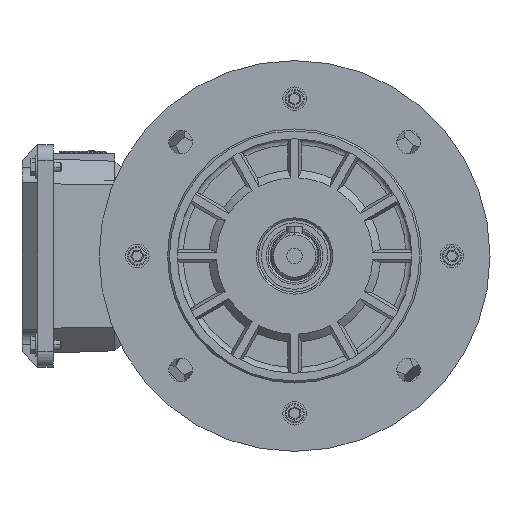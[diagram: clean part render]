
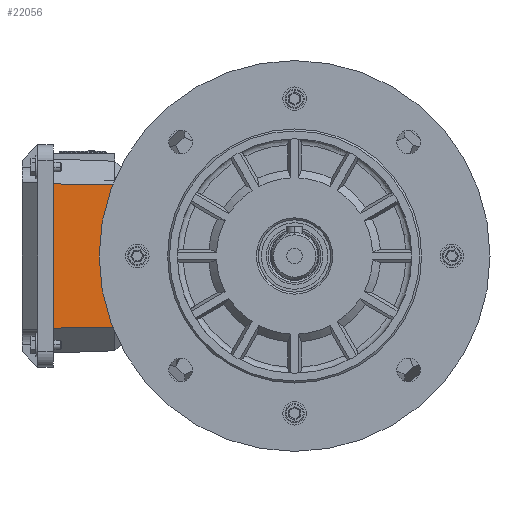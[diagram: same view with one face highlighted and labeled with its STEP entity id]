
A CAD part, left-side view. The second image highlights one B-rep face of the part: STEP entity #22056.
In plain terms, the highlighted face is planar.
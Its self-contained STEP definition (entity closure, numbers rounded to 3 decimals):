
#22020 = VERTEX_POINT ( 'NONE', #39477 ) ;
#22043 = VERTEX_POINT ( 'NONE', #39561 ) ;
#22051 = EDGE_CURVE ( 'NONE', #22020, #22043, #39555, .T. ) ;
#22056 = ADVANCED_FACE ( 'NONE', ( #39539 ), #39534, .T. ) ;
#22057 = EDGE_LOOP ( 'NONE', ( #22058, #22114, #22119, #22127 ) ) ;
#22058 = ORIENTED_EDGE ( 'NONE', *, *, #22106, .F. ) ;
#22060 = VERTEX_POINT ( 'NONE', #39526 ) ;
#22106 = EDGE_CURVE ( 'NONE', #22020, #22060, #39675, .T. ) ;
#22114 = ORIENTED_EDGE ( 'NONE', *, *, #22051, .T. ) ;
#22119 = ORIENTED_EDGE ( 'NONE', *, *, #22121, .T. ) ;
#22121 = EDGE_CURVE ( 'NONE', #22043, #22124, #39803, .T. ) ;
#22124 = VERTEX_POINT ( 'NONE', #39797 ) ;
#22127 = ORIENTED_EDGE ( 'NONE', *, *, #22129, .F. ) ;
#22129 = EDGE_CURVE ( 'NONE', #22060, #22124, #39781, .T. ) ;
#39477 = CARTESIAN_POINT ( 'NONE',  ( -49.6, 36.905, 35. ) ) ;
#39526 = CARTESIAN_POINT ( 'NONE',  ( -49.6, -36.905, 35. ) ) ;
#39528 = DIRECTION ( 'NONE',  ( -0.035, 0., 0.999 ) ) ;
#39530 = DIRECTION ( 'NONE',  ( -0.999, 0., -0.035 ) ) ;
#39531 = CARTESIAN_POINT ( 'NONE',  ( -48.5, 36.45, 3.5 ) ) ;
#39533 = AXIS2_PLACEMENT_3D ( 'NONE', #39531, #39530, #39528 ) ;
#39534 = PLANE ( 'NONE',  #39533 ) ;
#39539 = FACE_OUTER_BOUND ( 'NONE', #22057, .T. ) ;
#39551 = DIRECTION ( 'NONE',  ( 0.035, -0.014, -0.999 ) ) ;
#39553 = VECTOR ( 'NONE', #39551, 1000. ) ;
#39554 = CARTESIAN_POINT ( 'NONE',  ( -48.5, 36.45, 3.5 ) ) ;
#39555 = LINE ( 'NONE', #39554, #39553 ) ;
#39561 = CARTESIAN_POINT ( 'NONE',  ( -48.5, 36.45, 3.5 ) ) ;
#39670 = DIRECTION ( 'NONE',  ( 0., -1., 0. ) ) ;
#39672 = VECTOR ( 'NONE', #39670, 1000. ) ;
#39674 = CARTESIAN_POINT ( 'NONE',  ( -49.6, 36.45, 35. ) ) ;
#39675 = LINE ( 'NONE', #39674, #39672 ) ;
#39777 = DIRECTION ( 'NONE',  ( 0.035, 0.014, -0.999 ) ) ;
#39779 = VECTOR ( 'NONE', #39777, 1000. ) ;
#39780 = CARTESIAN_POINT ( 'NONE',  ( -48.5, -36.45, 3.5 ) ) ;
#39781 = LINE ( 'NONE', #39780, #39779 ) ;
#39797 = CARTESIAN_POINT ( 'NONE',  ( -48.5, -36.45, 3.5 ) ) ;
#39799 = DIRECTION ( 'NONE',  ( 0., -1., 0. ) ) ;
#39800 = VECTOR ( 'NONE', #39799, 1000. ) ;
#39802 = CARTESIAN_POINT ( 'NONE',  ( -48.5, 45., 3.5 ) ) ;
#39803 = LINE ( 'NONE', #39802, #39800 ) ;
